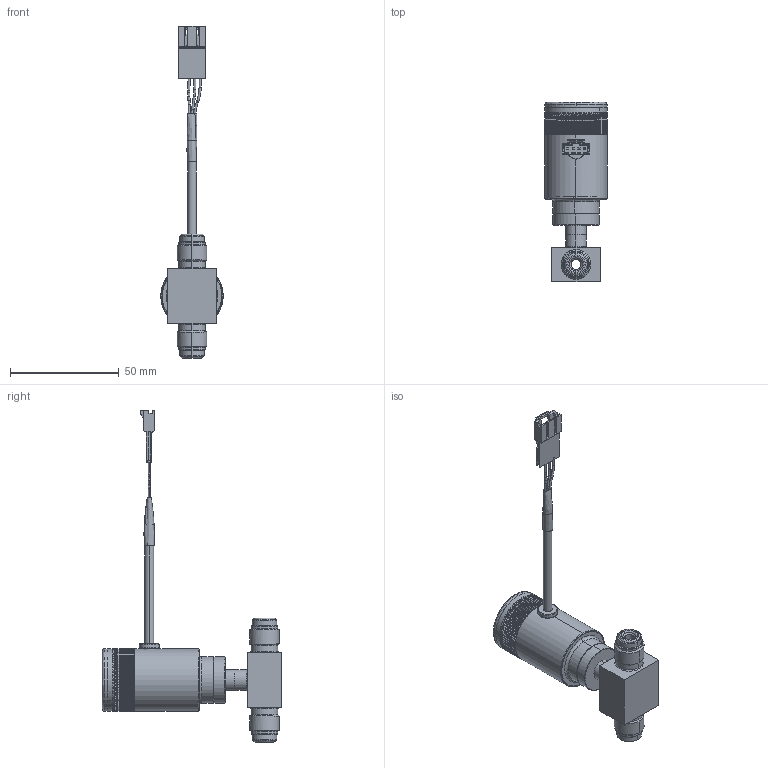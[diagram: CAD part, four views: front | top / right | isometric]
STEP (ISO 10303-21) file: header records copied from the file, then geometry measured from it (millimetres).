
FILE_DESCRIPTION (( 'STEP AP203' ), '1' );
FILE_NAME ('GIFxxxxMVML.STEP', '2017-04-12T13:38:43', ( 'mrutkowski' ), ( 'Hewlett-Packard Company' ), 'SwSTEP 2.0', 'SolidWorks 2014', '' );
FILE_SCHEMA (( 'CONFIG_CONTROL_DESIGN' ));
Length unit declared in the file: inch
Products named in the file (1): GIFxxxxMVML
Bounding box: 28.57 x 82.38 x 152.34 mm (x, y, z)
Surface area: 15875.2 mm2 (no closed solid volume)
Topology: 0 solids, 56 shells, 968 faces, 3735 edges, 2725 vertices
Faces by surface type: plane 438, bspline 275, cylinder 196, torus 36, cone 23
Entity records: 52400 total; most frequent: CARTESIAN_POINT 24304, ORIENTED_EDGE 5697, DIRECTION 4720, EDGE_CURVE 3735, VERTEX_POINT 2725, VECTOR 2080, LINE 2080, AXIS2_PLACEMENT_3D 1320
